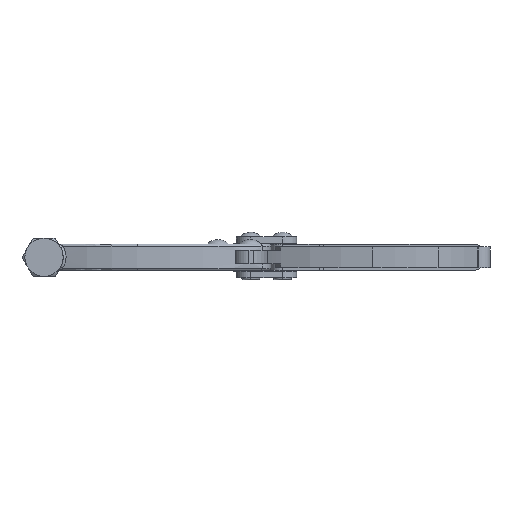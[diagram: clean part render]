
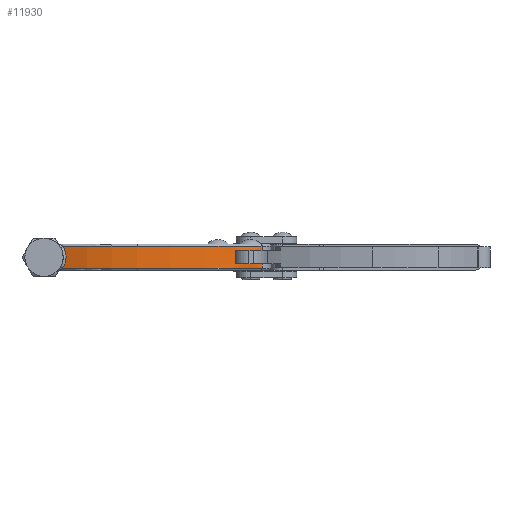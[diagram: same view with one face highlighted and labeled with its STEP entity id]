
A CAD part, left-side view. The second image highlights one B-rep face of the part: STEP entity #11930.
In plain terms, the highlighted cylindrical face has radius 100 mm (diameter 200 mm), a partial arc.
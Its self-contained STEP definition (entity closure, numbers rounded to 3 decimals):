
#14 = AXIS2_PLACEMENT_3D ( 'NONE', #10844, #10893, #4258 ) ;
#30 = EDGE_CURVE ( 'NONE', #1951, #10013, #6227, .T. ) ;
#298 = FACE_OUTER_BOUND ( 'NONE', #14171, .T. ) ;
#319 = EDGE_CURVE ( 'NONE', #3213, #3191, #8287, .T. ) ;
#349 = CARTESIAN_POINT ( 'NONE',  ( -24.67, -20.194, -6. ) ) ;
#400 = EDGE_CURVE ( 'NONE', #9006, #3213, #6214, .T. ) ;
#421 = EDGE_CURVE ( 'NONE', #1803, #10013, #9492, .T. ) ;
#478 = CARTESIAN_POINT ( 'NONE',  ( -36.48, 70.724, 5. ) ) ;
#523 = CARTESIAN_POINT ( 'NONE',  ( -36.963, 69.359, 0.443 ) ) ;
#570 = DIRECTION ( 'NONE',  ( 0., 0., 1. ) ) ;
#1051 = EDGE_CURVE ( 'NONE', #13517, #3128, #2156, .T. ) ;
#1056 = DIRECTION ( 'NONE',  ( 0., 0., -1. ) ) ;
#1060 = EDGE_CURVE ( 'NONE', #1803, #11600, #4559, .T. ) ;
#1194 = ORIENTED_EDGE ( 'NONE', *, *, #30, .T. ) ;
#1435 = DIRECTION ( 'NONE',  ( 0., 0., 1. ) ) ;
#1621 = CARTESIAN_POINT ( 'NONE',  ( -36.631, 70.306, -4.234 ) ) ;
#1630 = VECTOR ( 'NONE', #570, 1000. ) ;
#1803 = VERTEX_POINT ( 'NONE', #6926 ) ;
#1879 = CIRCLE ( 'NONE', #6702, 100. ) ;
#1951 = VERTEX_POINT ( 'NONE', #7600 ) ;
#2049 = DIRECTION ( 'NONE',  ( 0., 0., 1. ) ) ;
#2124 = DIRECTION ( 'NONE',  ( -1., 0.002, 0. ) ) ;
#2142 = CARTESIAN_POINT ( 'NONE',  ( -36.48, 70.724, -5. ) ) ;
#2156 = B_SPLINE_CURVE_WITH_KNOTS ( 'NONE', 3,
 ( #478, #13713, #9304, #2707, #10409, #3794, #12642, #6023, #523, #2846, #8520, #6114, #10515, #12694, #8238, #1621, #9347, #2762 ),
 .UNSPECIFIED., .F., .F.,
 ( 4, 2, 2, 2, 2, 2, 2, 2, 4 ),
 ( 0., 0.001, 0.003, 0.004, 0.005, 0.007, 0.008, 0.009, 0.011 ),
 .UNSPECIFIED. ) ;
#2473 = DIRECTION ( 'NONE',  ( 0., 0., 1. ) ) ;
#2650 = AXIS2_PLACEMENT_3D ( 'NONE', #4812, #12555, #5920 ) ;
#2653 = EDGE_CURVE ( 'NONE', #3191, #13517, #3665, .T. ) ;
#2670 = CARTESIAN_POINT ( 'NONE',  ( -42.441, 36.873, -5. ) ) ;
#2707 = CARTESIAN_POINT ( 'NONE',  ( -36.751, 69.966, 3.432 ) ) ;
#2762 = CARTESIAN_POINT ( 'NONE',  ( -36.48, 70.724, -5. ) ) ;
#2846 = CARTESIAN_POINT ( 'NONE',  ( -36.963, 69.359, -0.441 ) ) ;
#2997 = CARTESIAN_POINT ( 'NONE',  ( 57.559, 36.714, 5. ) ) ;
#3128 = VERTEX_POINT ( 'NONE', #2142 ) ;
#3158 = CARTESIAN_POINT ( 'NONE',  ( -24.67, -20.194, -6. ) ) ;
#3161 = DIRECTION ( 'NONE',  ( 0., 0., 1. ) ) ;
#3191 = VERTEX_POINT ( 'NONE', #3351 ) ;
#3213 = VERTEX_POINT ( 'NONE', #4484 ) ;
#3301 = VECTOR ( 'NONE', #2049, 1000. ) ;
#3351 = CARTESIAN_POINT ( 'NONE',  ( -42.441, 36.873, 5. ) ) ;
#3597 = ORIENTED_EDGE ( 'NONE', *, *, #6429, .T. ) ;
#3665 = CIRCLE ( 'NONE', #9042, 100. ) ;
#3753 = CARTESIAN_POINT ( 'NONE',  ( -31.9, -7.976, -6. ) ) ;
#3783 = EDGE_CURVE ( 'NONE', #13568, #1951, #7063, .T. ) ;
#3794 = CARTESIAN_POINT ( 'NONE',  ( -36.882, 69.592, 2.175 ) ) ;
#3805 = DIRECTION ( 'NONE',  ( -1., 0.002, 0. ) ) ;
#3966 = VECTOR ( 'NONE', #13581, 1000. ) ;
#4258 = DIRECTION ( 'NONE',  ( 1., -0.002, 0. ) ) ;
#4484 = CARTESIAN_POINT ( 'NONE',  ( -24.67, -20.194, 5. ) ) ;
#4559 = LINE ( 'NONE', #3753, #1630 ) ;
#4609 = ORIENTED_EDGE ( 'NONE', *, *, #7160, .T. ) ;
#4812 = CARTESIAN_POINT ( 'NONE',  ( 57.559, 36.714, -5. ) ) ;
#5117 = CARTESIAN_POINT ( 'NONE',  ( 57.559, 36.714, 5. ) ) ;
#5314 = AXIS2_PLACEMENT_3D ( 'NONE', #10179, #2473, #9081 ) ;
#5653 = ORIENTED_EDGE ( 'NONE', *, *, #1051, .T. ) ;
#5920 = DIRECTION ( 'NONE',  ( -1., 0.002, 0. ) ) ;
#5964 = ORIENTED_EDGE ( 'NONE', *, *, #319, .T. ) ;
#6023 = CARTESIAN_POINT ( 'NONE',  ( -36.952, 69.389, 0.884 ) ) ;
#6114 = CARTESIAN_POINT ( 'NONE',  ( -36.912, 69.507, -1.755 ) ) ;
#6214 = LINE ( 'NONE', #349, #3966 ) ;
#6227 = LINE ( 'NONE', #3158, #3301 ) ;
#6429 = EDGE_CURVE ( 'NONE', #11600, #9006, #1879, .T. ) ;
#6655 = AXIS2_PLACEMENT_3D ( 'NONE', #8053, #1435, #9158 ) ;
#6702 = AXIS2_PLACEMENT_3D ( 'NONE', #9754, #3161, #10887 ) ;
#6926 = CARTESIAN_POINT ( 'NONE',  ( -31.9, -7.976, -3. ) ) ;
#7063 = CIRCLE ( 'NONE', #6655, 100. ) ;
#7099 = ORIENTED_EDGE ( 'NONE', *, *, #421, .F. ) ;
#7160 = EDGE_CURVE ( 'NONE', #3128, #13568, #13264, .T. ) ;
#7600 = CARTESIAN_POINT ( 'NONE',  ( -24.67, -20.194, -5. ) ) ;
#8053 = CARTESIAN_POINT ( 'NONE',  ( 57.559, 36.714, -5. ) ) ;
#8238 = CARTESIAN_POINT ( 'NONE',  ( -36.751, 69.967, -3.435 ) ) ;
#8287 = CIRCLE ( 'NONE', #9297, 100. ) ;
#8402 = CYLINDRICAL_SURFACE ( 'NONE', #14, 100. ) ;
#8520 = CARTESIAN_POINT ( 'NONE',  ( -36.953, 69.388, -0.88 ) ) ;
#9006 = VERTEX_POINT ( 'NONE', #9236 ) ;
#9022 = CARTESIAN_POINT ( 'NONE',  ( -36.48, 70.724, 5. ) ) ;
#9042 = AXIS2_PLACEMENT_3D ( 'NONE', #2997, #1056, #2124 ) ;
#9081 = DIRECTION ( 'NONE',  ( 1., -0.002, 0. ) ) ;
#9158 = DIRECTION ( 'NONE',  ( -1., 0.002, 0. ) ) ;
#9236 = CARTESIAN_POINT ( 'NONE',  ( -24.67, -20.194, 3. ) ) ;
#9297 = AXIS2_PLACEMENT_3D ( 'NONE', #5117, #11552, #3805 ) ;
#9304 = CARTESIAN_POINT ( 'NONE',  ( -36.63, 70.307, 4.237 ) ) ;
#9347 = CARTESIAN_POINT ( 'NONE',  ( -36.56, 70.503, -4.625 ) ) ;
#9492 = CIRCLE ( 'NONE', #5314, 100. ) ;
#9754 = CARTESIAN_POINT ( 'NONE',  ( 57.559, 36.714, 3. ) ) ;
#10013 = VERTEX_POINT ( 'NONE', #12638 ) ;
#10179 = CARTESIAN_POINT ( 'NONE',  ( 57.559, 36.714, -3. ) ) ;
#10409 = CARTESIAN_POINT ( 'NONE',  ( -36.802, 69.822, 3.015 ) ) ;
#10439 = ORIENTED_EDGE ( 'NONE', *, *, #1060, .T. ) ;
#10515 = CARTESIAN_POINT ( 'NONE',  ( -36.881, 69.595, -2.186 ) ) ;
#10844 = CARTESIAN_POINT ( 'NONE',  ( 57.559, 36.714, -6. ) ) ;
#10887 = DIRECTION ( 'NONE',  ( 1., -0.002, 0. ) ) ;
#10893 = DIRECTION ( 'NONE',  ( 0., 0., 1. ) ) ;
#11552 = DIRECTION ( 'NONE',  ( 0., 0., -1. ) ) ;
#11600 = VERTEX_POINT ( 'NONE', #13608 ) ;
#11930 = ADVANCED_FACE ( 'NONE', ( #298 ), #8402, .T. ) ;
#12555 = DIRECTION ( 'NONE',  ( 0., 0., 1. ) ) ;
#12638 = CARTESIAN_POINT ( 'NONE',  ( -24.67, -20.194, -3. ) ) ;
#12642 = CARTESIAN_POINT ( 'NONE',  ( -36.912, 69.506, 1.749 ) ) ;
#12694 = CARTESIAN_POINT ( 'NONE',  ( -36.801, 69.825, -3.025 ) ) ;
#12897 = ORIENTED_EDGE ( 'NONE', *, *, #400, .T. ) ;
#12966 = ORIENTED_EDGE ( 'NONE', *, *, #2653, .T. ) ;
#13264 = CIRCLE ( 'NONE', #2650, 100. ) ;
#13517 = VERTEX_POINT ( 'NONE', #9022 ) ;
#13568 = VERTEX_POINT ( 'NONE', #2670 ) ;
#13581 = DIRECTION ( 'NONE',  ( 0., 0., 1. ) ) ;
#13608 = CARTESIAN_POINT ( 'NONE',  ( -31.9, -7.976, 3. ) ) ;
#13713 = CARTESIAN_POINT ( 'NONE',  ( -36.56, 70.503, 4.625 ) ) ;
#14171 = EDGE_LOOP ( 'NONE', ( #10439, #3597, #12897, #5964, #12966, #5653, #4609, #14222, #1194, #7099 ) ) ;
#14222 = ORIENTED_EDGE ( 'NONE', *, *, #3783, .T. ) ;
